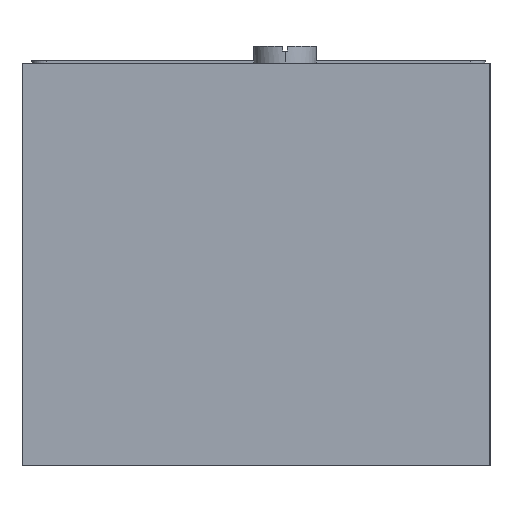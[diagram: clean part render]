
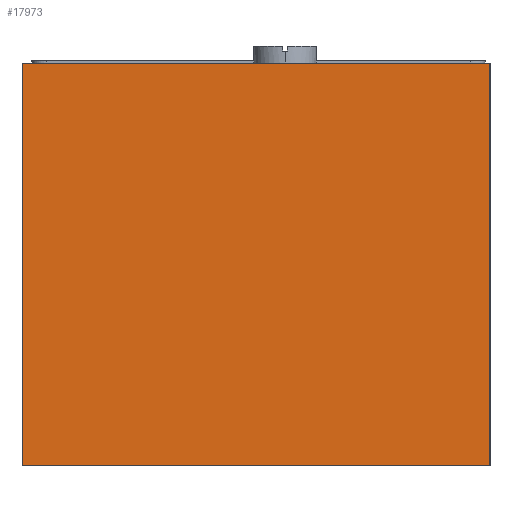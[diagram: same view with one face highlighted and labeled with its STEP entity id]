
A CAD part, left-side view. The second image highlights one B-rep face of the part: STEP entity #17973.
In plain terms, the highlighted planar face has unit normal (-1, 0, 0).
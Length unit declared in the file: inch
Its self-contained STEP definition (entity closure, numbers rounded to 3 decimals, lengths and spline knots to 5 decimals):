
#661 = ORIENTED_EDGE ( 'NONE', *, *, #12606, .T. ) ;
#2830 = DIRECTION ( 'NONE',  ( 0., -1., 0. ) ) ;
#3055 = VERTEX_POINT ( 'NONE', #14991 ) ;
#3416 = CARTESIAN_POINT ( 'NONE',  ( 0., 0., -0.86 ) ) ;
#3771 = ORIENTED_EDGE ( 'NONE', *, *, #38347, .F. ) ;
#3849 = CARTESIAN_POINT ( 'NONE',  ( 0., 1., 0. ) ) ;
#4357 = DIRECTION ( 'NONE',  ( 0., -1., 0. ) ) ;
#4607 = EDGE_CURVE ( 'NONE', #10935, #29095, #6654, .T. ) ;
#6141 = DIRECTION ( 'NONE',  ( 0., 0., 1. ) ) ;
#6654 = LINE ( 'NONE', #30895, #24944 ) ;
#7434 = VECTOR ( 'NONE', #4357, 39.37008 ) ;
#8794 = EDGE_CURVE ( 'NONE', #24675, #3055, #36122, .T. ) ;
#9644 = VECTOR ( 'NONE', #2830, 39.37008 ) ;
#10356 = AXIS2_PLACEMENT_3D ( 'NONE', #3416, #36544, #12117 ) ;
#10935 = VERTEX_POINT ( 'NONE', #16160 ) ;
#12117 = DIRECTION ( 'NONE',  ( 0., 0., 1. ) ) ;
#12606 = EDGE_CURVE ( 'NONE', #10935, #24675, #16469, .T. ) ;
#13082 = CARTESIAN_POINT ( 'NONE',  ( 0., 0., -0.86 ) ) ;
#14991 = CARTESIAN_POINT ( 'NONE',  ( 0., 0., 0. ) ) ;
#16160 = CARTESIAN_POINT ( 'NONE',  ( 0., 1., -0.86 ) ) ;
#16469 = LINE ( 'NONE', #13082, #7434 ) ;
#17973 = ADVANCED_FACE ( 'NONE', ( #24262 ), #24638, .T. ) ;
#18977 = ORIENTED_EDGE ( 'NONE', *, *, #8794, .T. ) ;
#24262 = FACE_OUTER_BOUND ( 'NONE', #34244, .T. ) ;
#24638 = PLANE ( 'NONE',  #10356 ) ;
#24675 = VERTEX_POINT ( 'NONE', #30702 ) ;
#24944 = VECTOR ( 'NONE', #34464, 39.37008 ) ;
#26630 = CARTESIAN_POINT ( 'NONE',  ( 0., 0., 0. ) ) ;
#29095 = VERTEX_POINT ( 'NONE', #3849 ) ;
#29611 = LINE ( 'NONE', #26630, #9644 ) ;
#30582 = CARTESIAN_POINT ( 'NONE',  ( 0., 0., -0.86 ) ) ;
#30702 = CARTESIAN_POINT ( 'NONE',  ( 0., 0., -0.86 ) ) ;
#30895 = CARTESIAN_POINT ( 'NONE',  ( 0., 1., -0.86 ) ) ;
#32065 = ORIENTED_EDGE ( 'NONE', *, *, #4607, .F. ) ;
#34244 = EDGE_LOOP ( 'NONE', ( #3771, #32065, #661, #18977 ) ) ;
#34464 = DIRECTION ( 'NONE',  ( 0., 0., 1. ) ) ;
#36122 = LINE ( 'NONE', #30582, #38253 ) ;
#36544 = DIRECTION ( 'NONE',  ( -1., 0., 0. ) ) ;
#38253 = VECTOR ( 'NONE', #6141, 39.37008 ) ;
#38347 = EDGE_CURVE ( 'NONE', #29095, #3055, #29611, .T. ) ;
